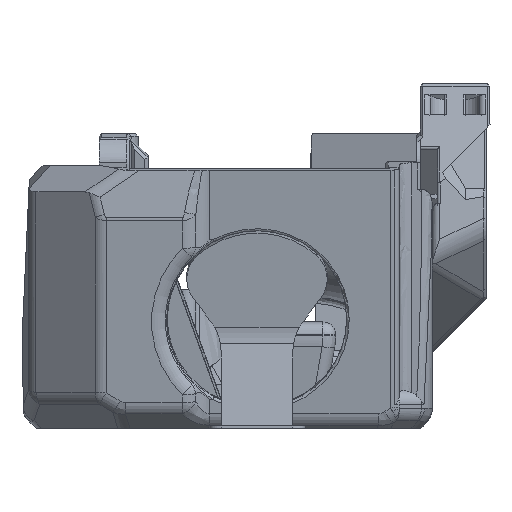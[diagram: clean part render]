
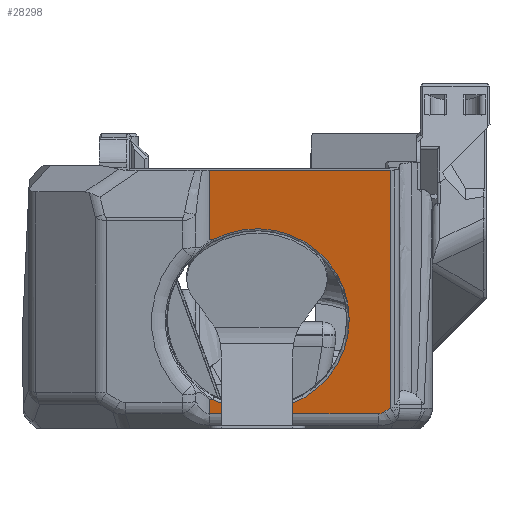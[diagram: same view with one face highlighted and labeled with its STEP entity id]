
A CAD part, left-side view. The second image highlights one B-rep face of the part: STEP entity #28298.
In plain terms, the highlighted planar face has unit normal (-0.985, 0, -0.174).
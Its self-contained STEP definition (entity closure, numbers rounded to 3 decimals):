
#903=CIRCLE('',#29833,14.4);
#1678=ELLIPSE('',#30462,3.203,2.);
#2570=LINE('',#46344,#4963);
#2589=LINE('',#46405,#4982);
#2925=LINE('',#48337,#5318);
#2926=LINE('',#48339,#5319);
#2927=LINE('',#48343,#5320);
#2928=LINE('',#48345,#5321);
#4963=VECTOR('',#34294,1000.);
#4982=VECTOR('',#34331,1000.);
#5318=VECTOR('',#35135,1000.);
#5319=VECTOR('',#35136,1000.);
#5320=VECTOR('',#35139,1000.);
#5321=VECTOR('',#35140,1000.);
#6988=PLANE('',#30461);
#11151=ORIENTED_EDGE('',*,*,#18069,.F.);
#11152=ORIENTED_EDGE('',*,*,#17047,.T.);
#11153=ORIENTED_EDGE('',*,*,#18197,.T.);
#11154=ORIENTED_EDGE('',*,*,#18198,.F.);
#11155=ORIENTED_EDGE('',*,*,#18199,.T.);
#11156=ORIENTED_EDGE('',*,*,#18200,.T.);
#11157=ORIENTED_EDGE('',*,*,#18201,.F.);
#11158=ORIENTED_EDGE('',*,*,#18202,.T.);
#11159=ORIENTED_EDGE('',*,*,#17660,.F.);
#11160=ORIENTED_EDGE('',*,*,#17685,.F.);
#17047=EDGE_CURVE('',#21070,#21069,#903,.T.);
#17660=EDGE_CURVE('',#21485,#21486,#2570,.T.);
#17685=EDGE_CURVE('',#21503,#21485,#2589,.T.);
#18069=EDGE_CURVE('',#21070,#21503,#23611,.F.);
#18197=EDGE_CURVE('',#21069,#21863,#23624,.T.);
#18198=EDGE_CURVE('',#21864,#21863,#2925,.T.);
#18199=EDGE_CURVE('',#21864,#21865,#2926,.T.);
#18200=EDGE_CURVE('',#21865,#21866,#1678,.T.);
#18201=EDGE_CURVE('',#21867,#21866,#2927,.T.);
#18202=EDGE_CURVE('',#21867,#21486,#2928,.T.);
#21069=VERTEX_POINT('',#43786);
#21070=VERTEX_POINT('',#43788);
#21485=VERTEX_POINT('',#46343);
#21486=VERTEX_POINT('',#46345);
#21503=VERTEX_POINT('',#46404);
#21863=VERTEX_POINT('',#48336);
#21864=VERTEX_POINT('',#48338);
#21865=VERTEX_POINT('',#48340);
#21866=VERTEX_POINT('',#48342);
#21867=VERTEX_POINT('',#48344);
#23611=B_SPLINE_CURVE_WITH_KNOTS('',3,(#48040,#48041,#48042,#48043),
 .UNSPECIFIED.,.F.,.F.,(4,4),(0.,0.382),.UNSPECIFIED.);
#23624=B_SPLINE_CURVE_WITH_KNOTS('',3,(#48332,#48333,#48334,#48335),
 .UNSPECIFIED.,.F.,.F.,(4,4),(0.618,1.),.UNSPECIFIED.);
#24736=EDGE_LOOP('',(#11151,#11152,#11153,#11154,#11155,#11156,#11157,#11158,
#11159,#11160));
#26512=FACE_BOUND('',#24736,.T.);
#28298=ADVANCED_FACE('',(#26512),#6988,.F.);
#29833=AXIS2_PLACEMENT_3D('',#43787,#33267,#33268);
#30461=AXIS2_PLACEMENT_3D('',#48331,#35133,#35134);
#30462=AXIS2_PLACEMENT_3D('',#48341,#35137,#35138);
#33267=DIRECTION('',(0.985,0.,0.174));
#33268=DIRECTION('',(0.174,0.,-0.985));
#34294=DIRECTION('',(0.,-1.,0.));
#34331=DIRECTION('',(-0.174,0.,0.985));
#35133=DIRECTION('',(0.985,0.,0.174));
#35134=DIRECTION('',(-0.174,0.,0.985));
#35135=DIRECTION('',(-0.174,0.,0.985));
#35136=DIRECTION('',(0.,-1.,0.));
#35137=DIRECTION('',(-0.985,0.,-0.174));
#35138=DIRECTION('',(-0.165,-0.304,0.938));
#35139=DIRECTION('',(0.097,0.829,-0.551));
#35140=DIRECTION('',(-0.174,0.,0.985));
#43786=CARTESIAN_POINT('',(-28.264,11.767,4.533));
#43787=CARTESIAN_POINT('',(-30.458,4.853,16.973));
#43788=CARTESIAN_POINT('',(-32.651,11.767,29.413));
#46343=CARTESIAN_POINT('',(-34.572,12.27,40.304));
#46344=CARTESIAN_POINT('',(-34.572,24.853,40.304));
#46345=CARTESIAN_POINT('',(-34.572,-16.002,40.304));
#46404=CARTESIAN_POINT('',(-32.66,12.27,29.463));
#46405=CARTESIAN_POINT('',(-31.185,12.27,21.099));
#48040=CARTESIAN_POINT('',(-32.66,12.27,29.463));
#48041=CARTESIAN_POINT('',(-32.657,12.102,29.442));
#48042=CARTESIAN_POINT('',(-32.654,11.935,29.425));
#48043=CARTESIAN_POINT('',(-32.651,11.767,29.413));
#48331=CARTESIAN_POINT('',(-31.185,24.853,21.099));
#48332=CARTESIAN_POINT('',(-28.264,11.767,4.533));
#48333=CARTESIAN_POINT('',(-28.262,11.935,4.52));
#48334=CARTESIAN_POINT('',(-28.259,12.102,4.503));
#48335=CARTESIAN_POINT('',(-28.255,12.27,4.482));
#48336=CARTESIAN_POINT('',(-28.255,12.27,4.482));
#48337=CARTESIAN_POINT('',(-31.185,12.27,21.099));
#48338=CARTESIAN_POINT('',(-27.864,12.27,2.262));
#48339=CARTESIAN_POINT('',(-27.864,-14.655,2.262));
#48340=CARTESIAN_POINT('',(-27.864,-14.07,2.262));
#48341=CARTESIAN_POINT('',(-28.404,-14.652,5.326));
#48342=CARTESIAN_POINT('',(-27.923,-15.07,2.597));
#48343=CARTESIAN_POINT('',(-27.821,-14.199,2.018));
#48344=CARTESIAN_POINT('',(-28.032,-16.002,3.216));
#48345=CARTESIAN_POINT('',(-7.663,-16.002,-112.301));
